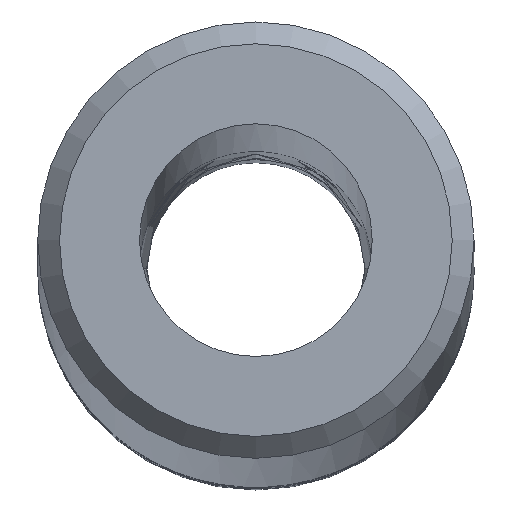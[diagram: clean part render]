
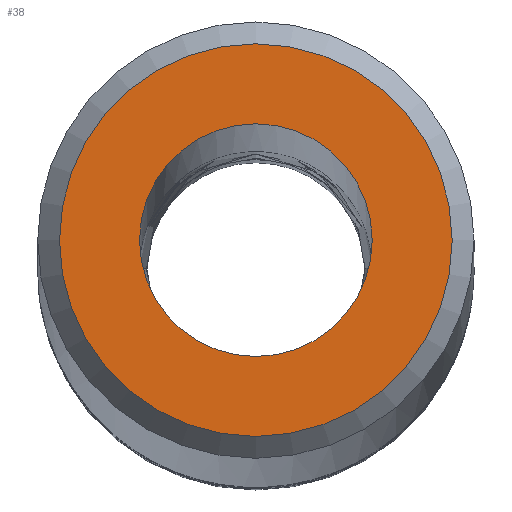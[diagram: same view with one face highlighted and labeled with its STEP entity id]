
A CAD part, top view. The second image highlights one B-rep face of the part: STEP entity #38.
In plain terms, the highlighted planar face has unit normal (0, 0, 1).
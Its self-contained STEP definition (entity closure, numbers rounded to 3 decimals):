
#3 = EDGE_CURVE ( 'NONE', #1577, #1577, #356, .T. ) ;
#6 = EDGE_LOOP ( 'NONE', ( #70 ) ) ;
#10 = EDGE_LOOP ( 'NONE', ( #60 ) ) ;
#11 = EDGE_CURVE ( 'NONE', #1576, #1576, #233, .T. ) ;
#38 = ADVANCED_FACE ( 'NONE', ( #401, #435 ), #399, .T. ) ;
#60 = ORIENTED_EDGE ( 'NONE', *, *, #3, .F. ) ;
#70 = ORIENTED_EDGE ( 'NONE', *, *, #11, .F. ) ;
#129 = DIRECTION ( 'NONE',  ( 1., 0., 0. ) ) ;
#130 = DIRECTION ( 'NONE',  ( 0., 0., -1. ) ) ;
#163 = DIRECTION ( 'NONE',  ( 1., 0., 0. ) ) ;
#164 = DIRECTION ( 'NONE',  ( 0., 0., 1. ) ) ;
#165 = CARTESIAN_POINT ( 'NONE',  ( 0., 0., 175. ) ) ;
#169 = AXIS2_PLACEMENT_3D ( 'NONE', #170, #130, #129 ) ;
#170 = CARTESIAN_POINT ( 'NONE',  ( 0., 0., 175. ) ) ;
#175 = AXIS2_PLACEMENT_3D ( 'NONE', #165, #164, #163 ) ;
#233 = CIRCLE ( 'NONE', #169, 2.7 ) ;
#356 = CIRCLE ( 'NONE', #175, 1.6 ) ;
#399 = PLANE ( 'NONE',  #455 ) ;
#401 = FACE_BOUND ( 'NONE', #10, .T. ) ;
#426 = CARTESIAN_POINT ( 'NONE',  ( 0., 0., 175. ) ) ;
#435 = FACE_OUTER_BOUND ( 'NONE', #6, .T. ) ;
#455 = AXIS2_PLACEMENT_3D ( 'NONE', #426, #457, #456 ) ;
#456 = DIRECTION ( 'NONE',  ( 1., 0., 0. ) ) ;
#457 = DIRECTION ( 'NONE',  ( 0., 0., 1. ) ) ;
#1576 = VERTEX_POINT ( 'NONE', #1581 ) ;
#1577 = VERTEX_POINT ( 'NONE', #1603 ) ;
#1581 = CARTESIAN_POINT ( 'NONE',  ( 2.7, 0., 175. ) ) ;
#1603 = CARTESIAN_POINT ( 'NONE',  ( 1.6, 0., 175. ) ) ;
